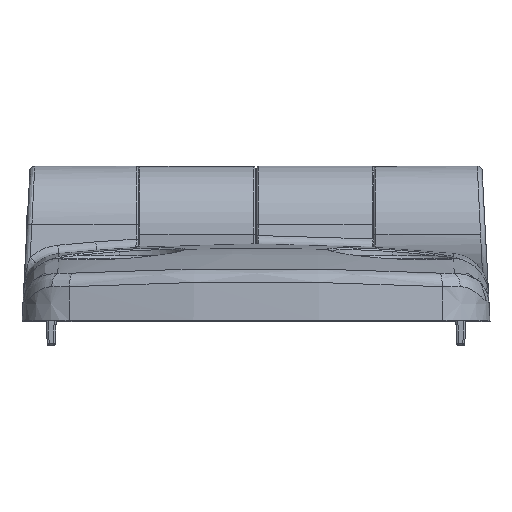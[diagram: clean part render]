
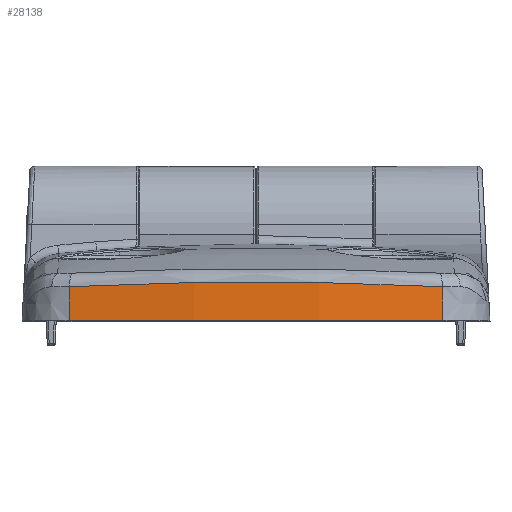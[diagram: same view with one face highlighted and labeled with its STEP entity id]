
A CAD part, top view. The second image highlights one B-rep face of the part: STEP entity #28138.
In plain terms, the highlighted conical face has half-angle 3 degrees and reference radius 100 mm.
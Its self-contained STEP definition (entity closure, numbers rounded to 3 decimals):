
#858 = CARTESIAN_POINT ( 'NONE',  ( 0., 0., 61.5 ) ) ;
#1513 = CARTESIAN_POINT ( 'NONE',  ( 3.137, 3.945, -38.295 ) ) ;
#2518 = EDGE_CURVE ( 'NONE', #3052, #31592, #26422, .T. ) ;
#3052 = VERTEX_POINT ( 'NONE', #18674 ) ;
#3433 = B_SPLINE_CURVE_WITH_KNOTS ( 'NONE', 3,
 ( #23481, #26263, #15296, #34614, #18058, #1513, #20818, #4281, #23600, #7050, #26384, #9837 ),
 .UNSPECIFIED., .F., .F.,
 ( 4, 2, 2, 2, 2, 4 ),
 ( 0.004, 0.014, 0.023, 0.033, 0.038, 0.043 ),
 .UNSPECIFIED. ) ;
#4281 = CARTESIAN_POINT ( 'NONE',  ( 11.139, 3.79, -37.691 ) ) ;
#5336 = DIRECTION ( 'NONE',  ( 0.01, -0.999, -0.051 ) ) ;
#6898 = CARTESIAN_POINT ( 'NONE',  ( -19.114, 3.47, -36.471 ) ) ;
#7050 = CARTESIAN_POINT ( 'NONE',  ( 15.941, 3.622, -37.042 ) ) ;
#7845 = LINE ( 'NONE', #13378, #29075 ) ;
#8054 = FACE_OUTER_BOUND ( 'NONE', #29066, .T. ) ;
#8103 = CARTESIAN_POINT ( 'NONE',  ( 19.149, 0., -36.649 ) ) ;
#9287 = AXIS2_PLACEMENT_3D ( 'NONE', #10507, #29871, #13295 ) ;
#9837 = CARTESIAN_POINT ( 'NONE',  ( 19.114, 3.47, -36.471 ) ) ;
#10507 = CARTESIAN_POINT ( 'NONE',  ( 0., 0., 61.5 ) ) ;
#11141 = CARTESIAN_POINT ( 'NONE',  ( -19.149, 0., -36.649 ) ) ;
#12012 = AXIS2_PLACEMENT_3D ( 'NONE', #858, #28547, #25845 ) ;
#13295 = DIRECTION ( 'NONE',  ( 0., 0., -1. ) ) ;
#13378 = CARTESIAN_POINT ( 'NONE',  ( -19.149, 0., -36.649 ) ) ;
#15296 = CARTESIAN_POINT ( 'NONE',  ( -12.78, 3.75, -37.533 ) ) ;
#18058 = CARTESIAN_POINT ( 'NONE',  ( -3.243, 3.944, -38.292 ) ) ;
#18141 = VERTEX_POINT ( 'NONE', #30652 ) ;
#18279 = ORIENTED_EDGE ( 'NONE', *, *, #2518, .T. ) ;
#18674 = CARTESIAN_POINT ( 'NONE',  ( 19.149, 0., -36.649 ) ) ;
#19271 = CONICAL_SURFACE ( 'NONE', #12012, 100., 0.052 ) ;
#20818 = CARTESIAN_POINT ( 'NONE',  ( 6.334, 3.907, -38.146 ) ) ;
#22030 = VECTOR ( 'NONE', #5336, 1000. ) ;
#23481 = CARTESIAN_POINT ( 'NONE',  ( -19.114, 3.47, -36.471 ) ) ;
#23600 = CARTESIAN_POINT ( 'NONE',  ( 12.746, 3.741, -37.5 ) ) ;
#25361 = EDGE_CURVE ( 'NONE', #27754, #31592, #7845, .T. ) ;
#25845 = DIRECTION ( 'NONE',  ( 0., 0., 1. ) ) ;
#25987 = EDGE_CURVE ( 'NONE', #18141, #3052, #29472, .T. ) ;
#26263 = CARTESIAN_POINT ( 'NONE',  ( -15.951, 3.633, -37.079 ) ) ;
#26384 = CARTESIAN_POINT ( 'NONE',  ( 17.531, 3.551, -36.776 ) ) ;
#26422 = CIRCLE ( 'NONE', #9287, 100. ) ;
#27754 = VERTEX_POINT ( 'NONE', #6898 ) ;
#28138 = ADVANCED_FACE ( 'NONE', ( #8054 ), #19271, .T. ) ;
#28547 = DIRECTION ( 'NONE',  ( 0., -1., 0. ) ) ;
#29066 = EDGE_LOOP ( 'NONE', ( #31872, #35869, #34715, #18279 ) ) ;
#29075 = VECTOR ( 'NONE', #32713, 1000. ) ;
#29472 = LINE ( 'NONE', #8103, #22030 ) ;
#29871 = DIRECTION ( 'NONE',  ( 0., 1., 0. ) ) ;
#30652 = CARTESIAN_POINT ( 'NONE',  ( 19.114, 3.47, -36.471 ) ) ;
#31341 = EDGE_CURVE ( 'NONE', #27754, #18141, #3433, .T. ) ;
#31592 = VERTEX_POINT ( 'NONE', #11141 ) ;
#31872 = ORIENTED_EDGE ( 'NONE', *, *, #25361, .F. ) ;
#32713 = DIRECTION ( 'NONE',  ( -0.01, -0.999, -0.051 ) ) ;
#34614 = CARTESIAN_POINT ( 'NONE',  ( -6.427, 3.906, -38.139 ) ) ;
#34715 = ORIENTED_EDGE ( 'NONE', *, *, #25987, .T. ) ;
#35869 = ORIENTED_EDGE ( 'NONE', *, *, #31341, .T. ) ;
